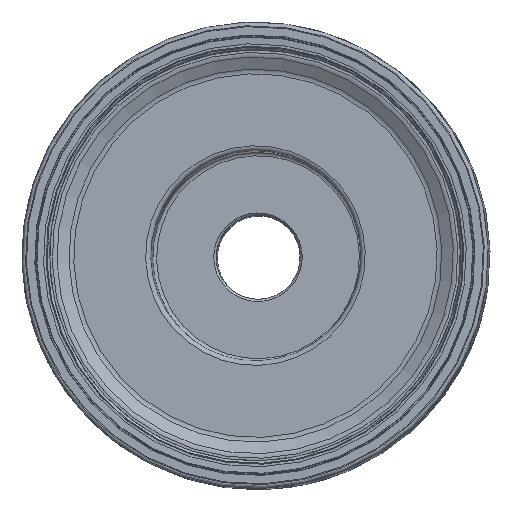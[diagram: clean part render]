
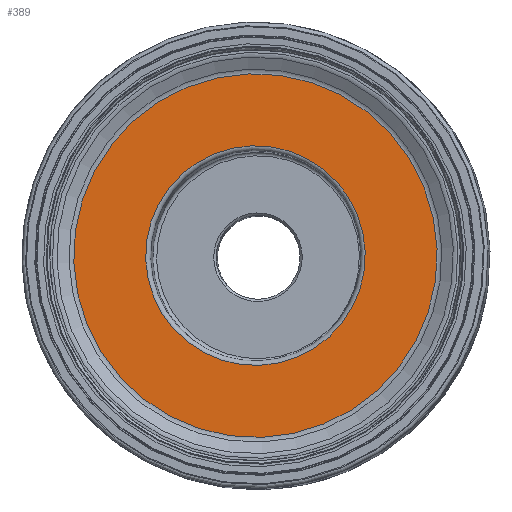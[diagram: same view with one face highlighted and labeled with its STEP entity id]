
A CAD part, front view. The second image highlights one B-rep face of the part: STEP entity #389.
In plain terms, the highlighted planar face has unit normal (-0.04, -0.999, 0.026).
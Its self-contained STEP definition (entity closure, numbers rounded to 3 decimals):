
#111=PLANE('',#1992);
#389=ADVANCED_FACE('',(#676,#677),#111,.T.);
#676=FACE_BOUND('',#787,.T.);
#677=FACE_BOUND('',#788,.T.);
#787=EDGE_LOOP('',(#971));
#788=EDGE_LOOP('',(#972));
#971=ORIENTED_EDGE('',*,*,#1427,.T.);
#972=ORIENTED_EDGE('',*,*,#1428,.T.);
#1295=VERTEX_POINT('',#3155);
#1296=VERTEX_POINT('',#3157);
#1427=EDGE_CURVE('',#1295,#1295,#1582,.T.);
#1428=EDGE_CURVE('',#1296,#1296,#1583,.T.);
#1582=CIRCLE('',#1990,23.55);
#1583=CIRCLE('',#1991,38.988);
#1990=AXIS2_PLACEMENT_3D('',#3154,#2273,#2274);
#1991=AXIS2_PLACEMENT_3D('',#3156,#2275,#2276);
#1992=AXIS2_PLACEMENT_3D('',#3158,#2277,#2278);
#2273=DIRECTION('',(0.04,0.999,-0.026));
#2274=DIRECTION('',(-0.99,0.043,0.136));
#2275=DIRECTION('',(-0.04,-0.999,0.026));
#2276=DIRECTION('',(-0.99,0.043,0.136));
#2277=DIRECTION('',(-0.04,-0.999,0.026));
#2278=DIRECTION('',(-0.99,0.043,0.136));
#3154=CARTESIAN_POINT('',(-1.874,-46.797,1.21));
#3155=CARTESIAN_POINT('',(-25.183,-45.78,4.415));
#3156=CARTESIAN_POINT('',(-1.874,-46.797,1.21));
#3157=CARTESIAN_POINT('',(-40.463,-45.114,6.516));
#3158=CARTESIAN_POINT('',(37.244,-48.503,-4.169));
